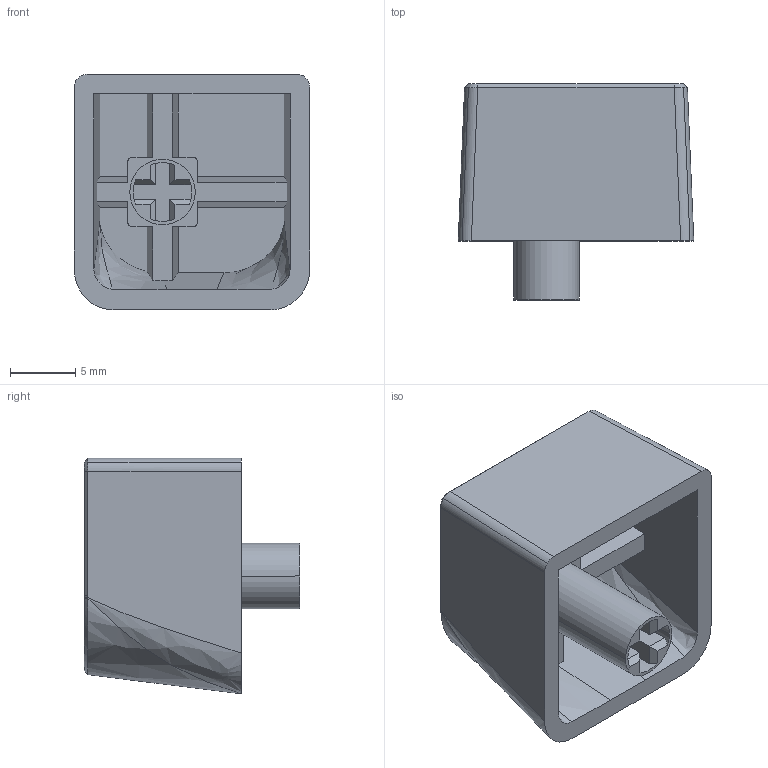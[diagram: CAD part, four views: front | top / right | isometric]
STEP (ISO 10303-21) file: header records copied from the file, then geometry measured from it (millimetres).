
FILE_DESCRIPTION(('STEP AP203'),'1');
FILE_NAME('standard_round_stem.stp','2017-07-17T16:02:15',(' '),(' '),'Spatial InterOp 3D',' ',' ');
FILE_SCHEMA(('CONFIG_CONTROL_DESIGN'));
Length unit declared in the file: millimetre
Products named in the file (1): 1
Bounding box: 18 x 16.5 x 18 mm (x, y, z)
Volume: 1820 mm3; surface area: 2304.7 mm2
Topology: 1 solids, 1 shells, 93 faces, 254 edges, 162 vertices
Faces by surface type: plane 55, cylinder 20, bspline 18
Entity records: 3418 total; most frequent: CARTESIAN_POINT 1072, ORIENTED_EDGE 500, DIRECTION 450, EDGE_CURVE 250, LINE 166, VECTOR 166, VERTEX_POINT 162, AXIS2_PLACEMENT_3D 142
